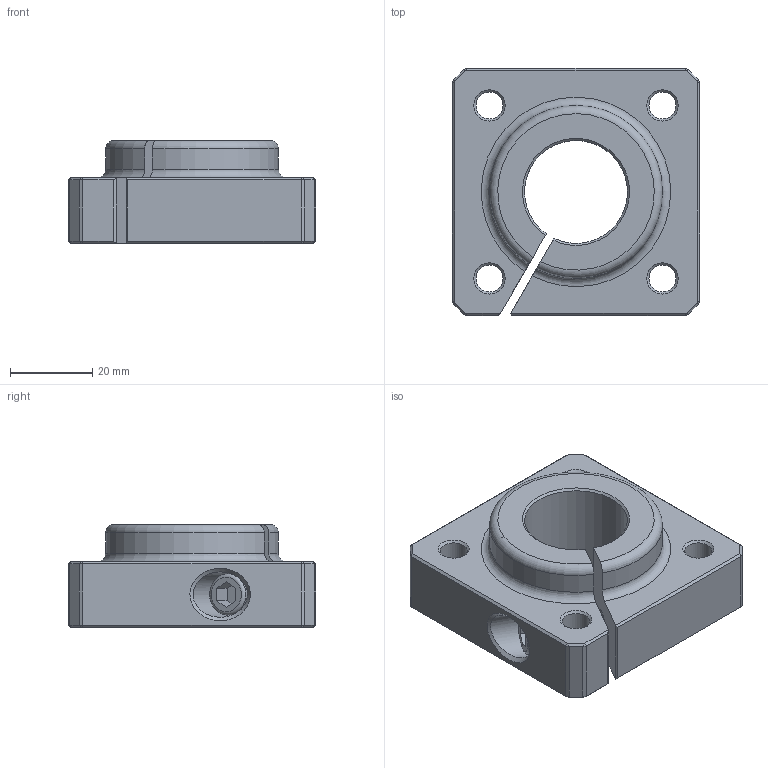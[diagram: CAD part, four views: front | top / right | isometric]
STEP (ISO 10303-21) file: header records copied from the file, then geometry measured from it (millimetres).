
FILE_DESCRIPTION(/* description */ ('Flanschwellenbock Gr. 25'),/* implementation_level */ '2;1');
FILE_NAME(/* name */ '190701-0.step',/* time_stamp */ '2021-08-18T16:01:18+02:00',/* author */ ('Praktikum'),/* organization */ (''),/* preprocessor_version */ 'ST-DEVELOPER v18.1',/* originating_system */ 'Autodesk Inventor 2021',/* authorisation */ '');
FILE_SCHEMA (('AUTOMOTIVE_DESIGN { 1 0 10303 214 3 1 1 }'));
Length unit declared in the file: millimetre
Products named in the file (1): leer
Bounding box: 60 x 60 x 25 mm (x, y, z)
Volume: 52878.3 mm3; surface area: 15418.3 mm2
Topology: 1 solids, 1 shells, 95 faces, 210 edges, 122 vertices
Faces by surface type: plane 69, cylinder 11, cone 11, torus 3, bspline 1
Full cylindrical faces by diameter (mm): 4.917 x1, 6.6 x6, 10 x1, 11 x1
Entity records: 2757 total; most frequent: CARTESIAN_POINT 696, ORIENTED_EDGE 418, DIRECTION 394, EDGE_CURVE 209, AXIS2_PLACEMENT_3D 134, LINE 126, VECTOR 126, VERTEX_POINT 122
